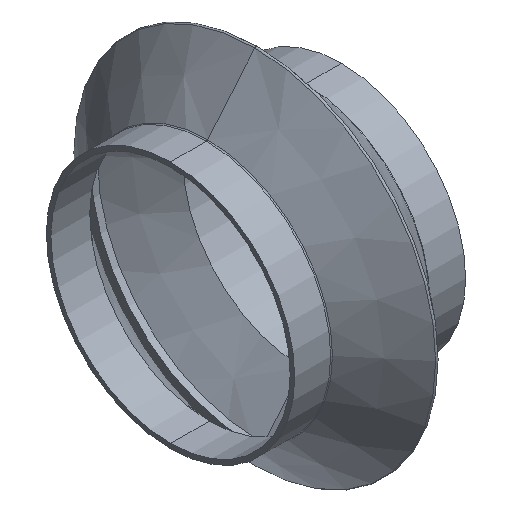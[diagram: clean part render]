
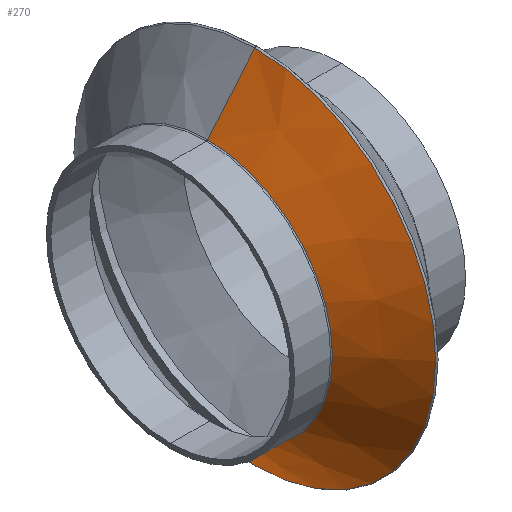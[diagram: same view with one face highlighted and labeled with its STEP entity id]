
A CAD part, isometric view. The second image highlights one B-rep face of the part: STEP entity #270.
In plain terms, the highlighted conical face has half-angle 50 degrees and reference radius 80 mm.
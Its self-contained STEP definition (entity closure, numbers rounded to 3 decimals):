
#2 = AXIS2_PLACEMENT_3D ( 'NONE', #1022, #1420, #1428 ) ;
#8 = VERTEX_POINT ( 'NONE', #489 ) ;
#134 = CIRCLE ( 'NONE', #1023, 54.75 ) ;
#170 = EDGE_LOOP ( 'NONE', ( #881, #1102, #1162, #530 ) ) ;
#270 = ADVANCED_FACE ( 'NONE', ( #1370 ), #1304, .T. ) ;
#291 = VERTEX_POINT ( 'NONE', #313 ) ;
#313 = CARTESIAN_POINT ( 'NONE',  ( -0.536, 0., -79.361 ) ) ;
#345 = EDGE_CURVE ( 'NONE', #1200, #291, #687, .T. ) ;
#375 = CARTESIAN_POINT ( 'NONE',  ( 0., 0., 0. ) ) ;
#444 = VERTEX_POINT ( 'NONE', #467 ) ;
#453 = EDGE_CURVE ( 'NONE', #8, #444, #465, .T. ) ;
#465 = LINE ( 'NONE', #638, #1342 ) ;
#467 = CARTESIAN_POINT ( 'NONE',  ( -0.536, 0., 79.361 ) ) ;
#474 = CARTESIAN_POINT ( 'NONE',  ( 0., 0., -80. ) ) ;
#489 = CARTESIAN_POINT ( 'NONE',  ( -21.187, 0., 54.75 ) ) ;
#530 = ORIENTED_EDGE ( 'NONE', *, *, #664, .T. ) ;
#638 = CARTESIAN_POINT ( 'NONE',  ( 0., 0., 80. ) ) ;
#663 = DIRECTION ( 'NONE',  ( 0.643, 0., -0.766 ) ) ;
#664 = EDGE_CURVE ( 'NONE', #291, #444, #694, .T. ) ;
#671 = DIRECTION ( 'NONE',  ( 0.643, 0., 0.766 ) ) ;
#687 = LINE ( 'NONE', #474, #958 ) ;
#694 = CIRCLE ( 'NONE', #2, 79.361 ) ;
#759 = EDGE_CURVE ( 'NONE', #8, #1200, #134, .T. ) ;
#881 = ORIENTED_EDGE ( 'NONE', *, *, #453, .F. ) ;
#917 = CARTESIAN_POINT ( 'NONE',  ( -21.187, 0., 0. ) ) ;
#921 = DIRECTION ( 'NONE',  ( 1., 0., 0. ) ) ;
#932 = DIRECTION ( 'NONE',  ( 0., 0., -1. ) ) ;
#958 = VECTOR ( 'NONE', #663, 1000. ) ;
#974 = DIRECTION ( 'NONE',  ( 0., 0., -1. ) ) ;
#1022 = CARTESIAN_POINT ( 'NONE',  ( -0.536, 0., 0. ) ) ;
#1023 = AXIS2_PLACEMENT_3D ( 'NONE', #917, #921, #932 ) ;
#1102 = ORIENTED_EDGE ( 'NONE', *, *, #759, .T. ) ;
#1162 = ORIENTED_EDGE ( 'NONE', *, *, #345, .T. ) ;
#1200 = VERTEX_POINT ( 'NONE', #1266 ) ;
#1229 = AXIS2_PLACEMENT_3D ( 'NONE', #375, #1350, #974 ) ;
#1266 = CARTESIAN_POINT ( 'NONE',  ( -21.187, 0., -54.75 ) ) ;
#1304 = CONICAL_SURFACE ( 'NONE', #1229, 80., 0.873 ) ;
#1342 = VECTOR ( 'NONE', #671, 1000. ) ;
#1350 = DIRECTION ( 'NONE',  ( 1., 0., 0. ) ) ;
#1370 = FACE_OUTER_BOUND ( 'NONE', #170, .T. ) ;
#1420 = DIRECTION ( 'NONE',  ( -1., 0., 0. ) ) ;
#1428 = DIRECTION ( 'NONE',  ( 0., 0., -1. ) ) ;
